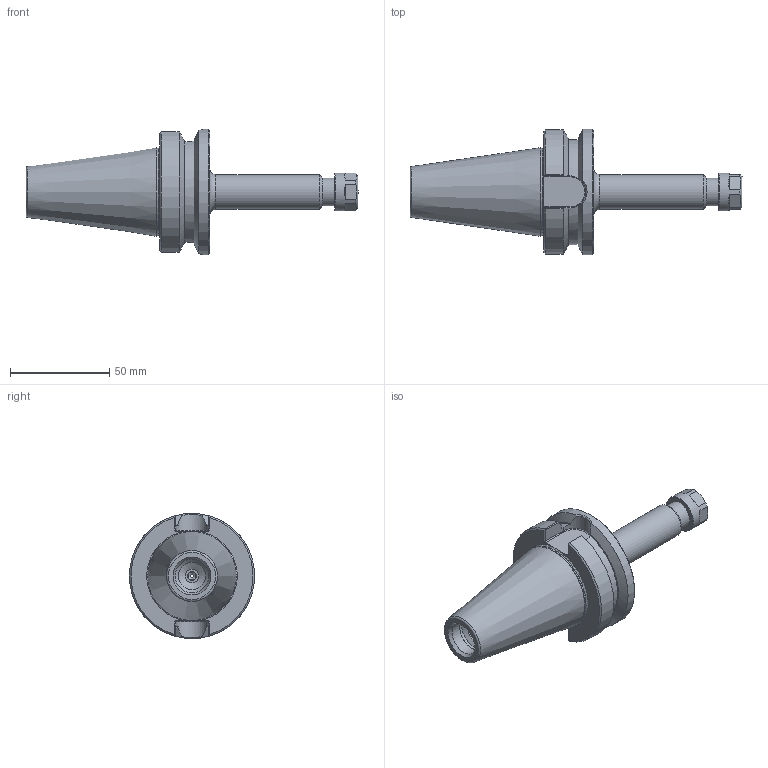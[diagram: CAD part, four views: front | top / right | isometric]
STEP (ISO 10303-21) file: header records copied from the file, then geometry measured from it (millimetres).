
FILE_DESCRIPTION((''),'2;1');
FILE_NAME('B40-11ERF400.stp','2014-05-23T14:39:15',('blaste'),(''),'Autodesk Inventor 2012','Autodesk Inventor 2012','');
FILE_SCHEMA(('AUTOMOTIVE_DESIGN { 1 0 10303 214 1 1 1 1 }'));
Length unit declared in the file: inch
Products named in the file (4): B40-11ERF400; 029-909; 11ERHN
Assembly tree (3 placements, depth 2):
  B40-11ERF400
    B40-11ERF400
    029-909
    11ERHN
Bounding box: 167 x 62.99 x 62.99 mm (x, y, z)
Volume: 134255.8 mm3; surface area: 29284.2 mm2
Topology: 3 solids, 3 shells, 127 faces, 316 edges, 198 vertices
Faces by surface type: plane 53, cone 32, cylinder 30, torus 10, bspline 2
Full cylindrical faces by diameter (mm): 1.524 x1, 6.782 x1, 7.938 x1, 8.128 x1, 8.509 x1, 11.811 x1, 13.335 x1, 13.843 x1, 14 x1, 14.351 x1, 17.013 x1, 17.475 x1, 17.623 x1, 19.05 x1, 43.942 x1, 62.992 x1
Entity records: 3696 total; most frequent: CARTESIAN_POINT 806, DIRECTION 584, ORIENTED_EDGE 528, EDGE_CURVE 264, AXIS2_PLACEMENT_3D 240, VERTEX_POINT 190, EDGE_LOOP 180, FACE_OUTER_BOUND 127
